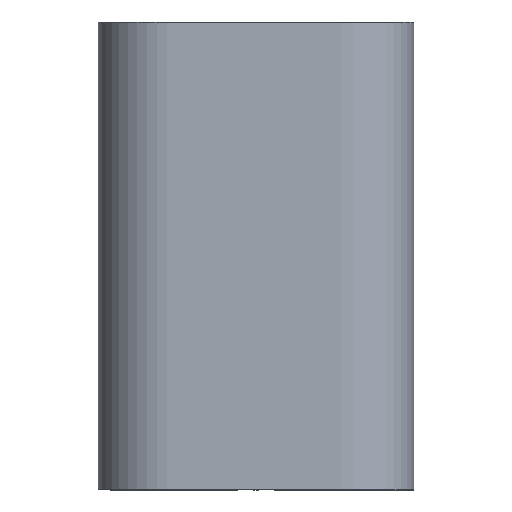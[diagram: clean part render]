
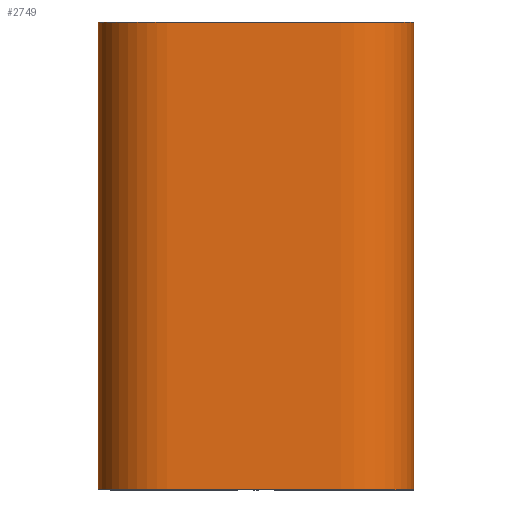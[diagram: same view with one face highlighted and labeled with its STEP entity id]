
A CAD part, top view. The second image highlights one B-rep face of the part: STEP entity #2749.
In plain terms, the highlighted free-form (B-spline) face has degree [2, 1] with [9, 2] control points.
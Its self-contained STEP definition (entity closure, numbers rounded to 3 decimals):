
#2749 = ADVANCED_FACE('',(#2750),#2794,.T.);
#2750 = FACE_BOUND('',#2751,.T.);
#2751 = EDGE_LOOP('',(#2752,#2761,#2775,#2782));
#2752 = ORIENTED_EDGE('',*,*,#2753,.F.);
#2753 = EDGE_CURVE('',#2754,#2756,#2758,.T.);
#2754 = VERTEX_POINT('',#2755);
#2755 = CARTESIAN_POINT('',(-19.25,0.,11.5));
#2756 = VERTEX_POINT('',#2757);
#2757 = CARTESIAN_POINT('',(-19.25,57.,11.5));
#2758 = B_SPLINE_CURVE_WITH_KNOTS('',1,(#2759,#2760),.UNSPECIFIED.,.F.,
  .F.,(2,2),(0.,57.),.PIECEWISE_BEZIER_KNOTS.);
#2759 = CARTESIAN_POINT('',(-19.25,0.,11.5));
#2760 = CARTESIAN_POINT('',(-19.25,57.,11.5));
#2761 = ORIENTED_EDGE('',*,*,#2762,.T.);
#2762 = EDGE_CURVE('',#2754,#2763,#2765,.T.);
#2763 = VERTEX_POINT('',#2764);
#2764 = CARTESIAN_POINT('',(19.25,0.,8.5));
#2765 = ( BOUNDED_CURVE() B_SPLINE_CURVE(2,(#2766,#2767,#2768,#2769,
    #2770,#2771,#2772,#2773,#2774),.UNSPECIFIED.,.F.,.F.) 
B_SPLINE_CURVE_WITH_KNOTS((3,2,2,2,3),(-191.274,-177.137,
-156.637,-142.5,-139.5),.UNSPECIFIED.) CURVE() 
GEOMETRIC_REPRESENTATION_ITEM() RATIONAL_B_SPLINE_CURVE((1.,
    0.707,1.,1.,1.,0.707,1.,1.,1.)) 
REPRESENTATION_ITEM('') );
#2766 = CARTESIAN_POINT('',(-19.25,0.,11.5));
#2767 = CARTESIAN_POINT('',(-19.25,0.,20.5));
#2768 = CARTESIAN_POINT('',(-10.25,0.,20.5));
#2769 = CARTESIAN_POINT('',(0.,0.,20.5));
#2770 = CARTESIAN_POINT('',(10.25,0.,20.5));
#2771 = CARTESIAN_POINT('',(19.25,0.,20.5));
#2772 = CARTESIAN_POINT('',(19.25,0.,11.5));
#2773 = CARTESIAN_POINT('',(19.25,0.,10.));
#2774 = CARTESIAN_POINT('',(19.25,0.,8.5));
#2775 = ORIENTED_EDGE('',*,*,#2776,.T.);
#2776 = EDGE_CURVE('',#2763,#2777,#2779,.T.);
#2777 = VERTEX_POINT('',#2778);
#2778 = CARTESIAN_POINT('',(19.25,57.,8.5));
#2779 = B_SPLINE_CURVE_WITH_KNOTS('',1,(#2780,#2781),.UNSPECIFIED.,.F.,
  .F.,(2,2),(0.,57.),.PIECEWISE_BEZIER_KNOTS.);
#2780 = CARTESIAN_POINT('',(19.25,0.,8.5));
#2781 = CARTESIAN_POINT('',(19.25,57.,8.5));
#2782 = ORIENTED_EDGE('',*,*,#2783,.F.);
#2783 = EDGE_CURVE('',#2756,#2777,#2784,.T.);
#2784 = ( BOUNDED_CURVE() B_SPLINE_CURVE(2,(#2785,#2786,#2787,#2788,
    #2789,#2790,#2791,#2792,#2793),.UNSPECIFIED.,.F.,.F.) 
B_SPLINE_CURVE_WITH_KNOTS((3,2,2,2,3),(-191.274,-177.137,
-156.637,-142.5,-139.5),.UNSPECIFIED.) CURVE() 
GEOMETRIC_REPRESENTATION_ITEM() RATIONAL_B_SPLINE_CURVE((1.,
    0.707,1.,1.,1.,0.707,1.,1.,1.)) 
REPRESENTATION_ITEM('') );
#2785 = CARTESIAN_POINT('',(-19.25,57.,11.5));
#2786 = CARTESIAN_POINT('',(-19.25,57.,20.5));
#2787 = CARTESIAN_POINT('',(-10.25,57.,20.5));
#2788 = CARTESIAN_POINT('',(0.,57.,20.5));
#2789 = CARTESIAN_POINT('',(10.25,57.,20.5));
#2790 = CARTESIAN_POINT('',(19.25,57.,20.5));
#2791 = CARTESIAN_POINT('',(19.25,57.,11.5));
#2792 = CARTESIAN_POINT('',(19.25,57.,10.));
#2793 = CARTESIAN_POINT('',(19.25,57.,8.5));
#2794 = ( BOUNDED_SURFACE() B_SPLINE_SURFACE(2,1,(
    (#2795,#2796)
    ,(#2797,#2798)
    ,(#2799,#2800)
    ,(#2801,#2802)
    ,(#2803,#2804)
    ,(#2805,#2806)
    ,(#2807,#2808)
    ,(#2809,#2810)
    ,(#2811,#2812
)),.UNSPECIFIED.,.F.,.F.,.F.) B_SPLINE_SURFACE_WITH_KNOTS((3,2,2,2,3),(2
    ,2),(-191.274,-177.137,-156.637,-142.5,-139.5),
(0.,57.),.UNSPECIFIED.) GEOMETRIC_REPRESENTATION_ITEM() 
RATIONAL_B_SPLINE_SURFACE((
    (1.,1.)
    ,(0.707,0.707)
    ,(1.,1.)
    ,(1.,1.)
    ,(1.,1.)
    ,(0.707,0.707)
    ,(1.,1.)
    ,(1.,1.)
,(1.,1.))) REPRESENTATION_ITEM('') SURFACE() );
#2795 = CARTESIAN_POINT('',(-19.25,0.,11.5));
#2796 = CARTESIAN_POINT('',(-19.25,57.,11.5));
#2797 = CARTESIAN_POINT('',(-19.25,0.,20.5));
#2798 = CARTESIAN_POINT('',(-19.25,57.,20.5));
#2799 = CARTESIAN_POINT('',(-10.25,0.,20.5));
#2800 = CARTESIAN_POINT('',(-10.25,57.,20.5));
#2801 = CARTESIAN_POINT('',(0.,0.,20.5));
#2802 = CARTESIAN_POINT('',(0.,57.,20.5));
#2803 = CARTESIAN_POINT('',(10.25,0.,20.5));
#2804 = CARTESIAN_POINT('',(10.25,57.,20.5));
#2805 = CARTESIAN_POINT('',(19.25,0.,20.5));
#2806 = CARTESIAN_POINT('',(19.25,57.,20.5));
#2807 = CARTESIAN_POINT('',(19.25,0.,11.5));
#2808 = CARTESIAN_POINT('',(19.25,57.,11.5));
#2809 = CARTESIAN_POINT('',(19.25,0.,10.));
#2810 = CARTESIAN_POINT('',(19.25,57.,10.));
#2811 = CARTESIAN_POINT('',(19.25,0.,8.5));
#2812 = CARTESIAN_POINT('',(19.25,57.,8.5));
